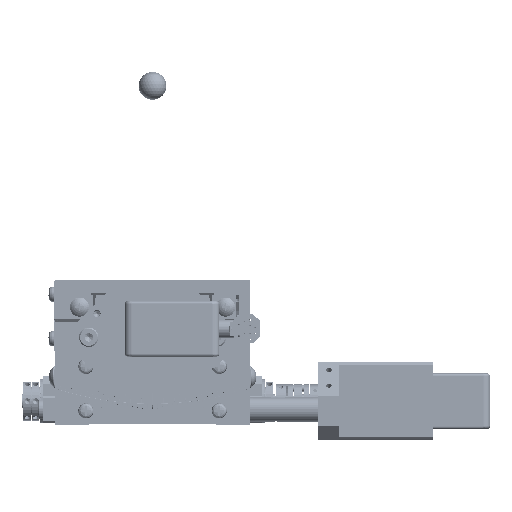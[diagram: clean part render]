
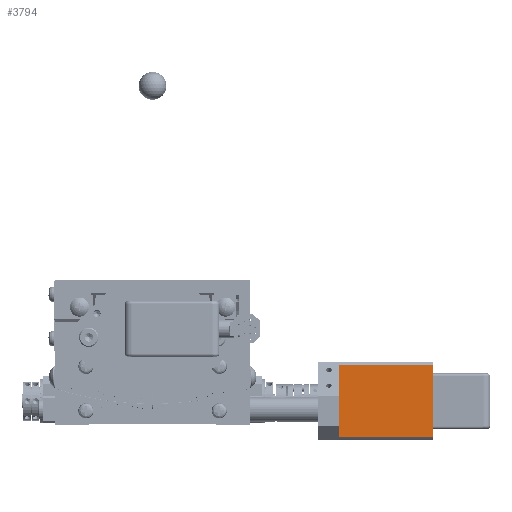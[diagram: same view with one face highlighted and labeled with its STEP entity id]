
A CAD part, front view. The second image highlights one B-rep face of the part: STEP entity #3794.
In plain terms, the highlighted planar face has unit normal (0, -1, 0).
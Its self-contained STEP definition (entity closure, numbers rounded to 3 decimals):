
#3794=ADVANCED_FACE('',(#38266),#38265,.T.);
#38265=PLANE('',#91332);
#38266=FACE_OUTER_BOUND('',#91333,.T.);
#91329=CARTESIAN_POINT('',(63.6,-14.,-6.914));
#91330=DIRECTION('',(0.,-1.,0.));
#91331=DIRECTION('',(1.,0.,0.));
#91332=AXIS2_PLACEMENT_3D('',#91329,#91330,#91331);
#91333=EDGE_LOOP('',(#128972,#128973,#128974,#128975));
#128972=ORIENTED_EDGE('',*,*,#152250,.T.);
#128973=ORIENTED_EDGE('',*,*,#152135,.T.);
#128974=ORIENTED_EDGE('',*,*,#152251,.T.);
#128975=ORIENTED_EDGE('',*,*,#152244,.F.);
#152135=EDGE_CURVE('',#209940,#209983,#209990,.T.);
#152244=EDGE_CURVE('',#210715,#210722,#210723,.T.);
#152250=EDGE_CURVE('',#210715,#209940,#210762,.T.);
#152251=EDGE_CURVE('',#209983,#210722,#210768,.T.);
#209940=VERTEX_POINT('',#294333);
#209983=VERTEX_POINT('',#294361);
#209990=LINE('',#294366,#294367);
#210715=VERTEX_POINT('',#294840);
#210722=VERTEX_POINT('',#294845);
#210723=LINE('',#294846,#294847);
#210762=LINE('',#294869,#294870);
#210768=LINE('',#294872,#294873);
#294333=CARTESIAN_POINT('',(67.,-14.,21.345));
#294361=CARTESIAN_POINT('',(67.,-14.,-4.345));
#294366=CARTESIAN_POINT('',(67.,-14.,21.345));
#294367=VECTOR('',#294368,25.69);
#294368=DIRECTION('',(0.,0.,-1.));
#294840=CARTESIAN_POINT('',(101.,-14.,21.345));
#294845=CARTESIAN_POINT('',(101.,-14.,-4.345));
#294846=CARTESIAN_POINT('',(101.,-14.,21.345));
#294847=VECTOR('',#294848,25.69);
#294848=DIRECTION('',(0.,0.,-1.));
#294869=CARTESIAN_POINT('',(101.,-14.,21.345));
#294870=VECTOR('',#294871,34.);
#294871=DIRECTION('',(-1.,0.,0.));
#294872=CARTESIAN_POINT('',(67.,-14.,-4.345));
#294873=VECTOR('',#294874,34.);
#294874=DIRECTION('',(1.,0.,0.));
